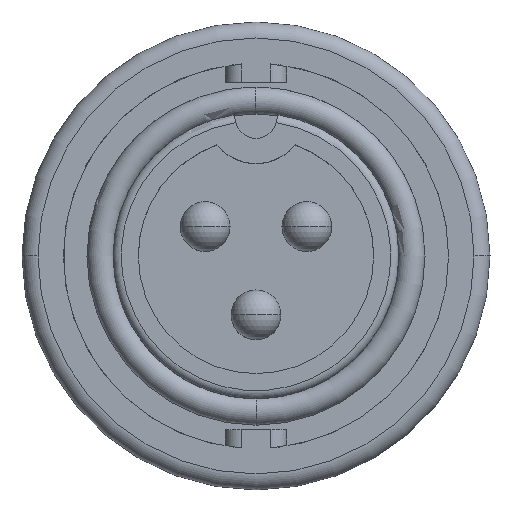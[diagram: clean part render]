
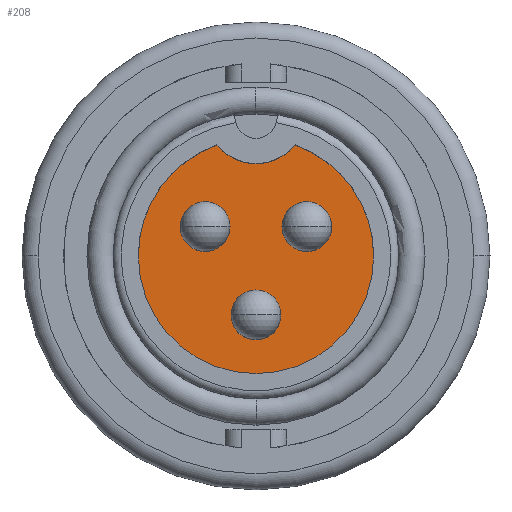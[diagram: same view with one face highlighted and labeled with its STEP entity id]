
A CAD part, top view. The second image highlights one B-rep face of the part: STEP entity #208.
In plain terms, the highlighted planar face has unit normal (0, 0, 1).
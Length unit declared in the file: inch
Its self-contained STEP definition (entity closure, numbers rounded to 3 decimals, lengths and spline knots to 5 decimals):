
#54 = CARTESIAN_POINT ( 'NONE',  ( -0.22, 0., -0.2 ) ) ;
#172 = VERTEX_POINT ( 'NONE', #3977 ) ;
#208 = ADVANCED_FACE ( 'NONE', ( #6437, #5635, #16317, #15491 ), #6684, .T. ) ;
#796 = CARTESIAN_POINT ( 'NONE',  ( 0., 0., -0.2 ) ) ;
#829 = ORIENTED_EDGE ( 'NONE', *, *, #8896, .T. ) ;
#914 = AXIS2_PLACEMENT_3D ( 'NONE', #796, #3675, #1309 ) ;
#945 = AXIS2_PLACEMENT_3D ( 'NONE', #8738, #10991, #3345 ) ;
#954 = ORIENTED_EDGE ( 'NONE', *, *, #15357, .T. ) ;
#1153 = VERTEX_POINT ( 'NONE', #10854 ) ;
#1285 = AXIS2_PLACEMENT_3D ( 'NONE', #14171, #6447, #15446 ) ;
#1309 = DIRECTION ( 'NONE',  ( 1., 0., 0. ) ) ;
#1351 = DIRECTION ( 'NONE',  ( 1., 0., 0. ) ) ;
#1364 = DIRECTION ( 'NONE',  ( 0., 0., 1. ) ) ;
#1379 = CARTESIAN_POINT ( 'NONE',  ( 0., 0.26676, -0.2 ) ) ;
#1669 = CARTESIAN_POINT ( 'NONE',  ( -0.073, 0.20754, -0.2 ) ) ;
#1738 = DIRECTION ( 'NONE',  ( 0., 0., -1. ) ) ;
#1831 = EDGE_CURVE ( 'NONE', #11565, #12487, #16357, .T. ) ;
#2415 = EDGE_CURVE ( 'NONE', #9167, #14599, #9681, .T. ) ;
#2432 = CARTESIAN_POINT ( 'NONE',  ( -0.0465, -0.11, -0.2 ) ) ;
#2523 = DIRECTION ( 'NONE',  ( 0., 0., -1. ) ) ;
#2700 = ORIENTED_EDGE ( 'NONE', *, *, #3632, .T. ) ;
#3076 = ORIENTED_EDGE ( 'NONE', *, *, #12249, .T. ) ;
#3309 = EDGE_LOOP ( 'NONE', ( #10393, #8239, #954, #9518 ) ) ;
#3329 = DIRECTION ( 'NONE',  ( 0., 0., 1. ) ) ;
#3345 = DIRECTION ( 'NONE',  ( -1., 0., 0. ) ) ;
#3449 = VERTEX_POINT ( 'NONE', #54 ) ;
#3632 = EDGE_CURVE ( 'NONE', #11908, #1153, #12268, .T. ) ;
#3675 = DIRECTION ( 'NONE',  ( 0., 0., 1. ) ) ;
#3977 = CARTESIAN_POINT ( 'NONE',  ( 0.22, 0., -0.2 ) ) ;
#4049 = CIRCLE ( 'NONE', #5062, 0.22 ) ;
#5062 = AXIS2_PLACEMENT_3D ( 'NONE', #5102, #14100, #6383 ) ;
#5092 = CARTESIAN_POINT ( 'NONE',  ( 0., 0., -0.2 ) ) ;
#5102 = CARTESIAN_POINT ( 'NONE',  ( 0., 0., -0.2 ) ) ;
#5236 = AXIS2_PLACEMENT_3D ( 'NONE', #5860, #14861, #7148 ) ;
#5278 = AXIS2_PLACEMENT_3D ( 'NONE', #9409, #1738, #10694 ) ;
#5635 = FACE_BOUND ( 'NONE', #7507, .T. ) ;
#5860 = CARTESIAN_POINT ( 'NONE',  ( -0.095, 0.055, -0.2 ) ) ;
#5960 = EDGE_CURVE ( 'NONE', #12487, #11565, #8414, .T. ) ;
#6288 = CIRCLE ( 'NONE', #5278, 0.0465 ) ;
#6373 = DIRECTION ( 'NONE',  ( 1., 0., 0. ) ) ;
#6383 = DIRECTION ( 'NONE',  ( 1., 0., 0. ) ) ;
#6419 = CARTESIAN_POINT ( 'NONE',  ( 0.073, 0.20754, -0.2 ) ) ;
#6437 = FACE_OUTER_BOUND ( 'NONE', #3309, .T. ) ;
#6447 = DIRECTION ( 'NONE',  ( 0., 0., -1. ) ) ;
#6684 = PLANE ( 'NONE',  #914 ) ;
#6726 = CIRCLE ( 'NONE', #1285, 0.0465 ) ;
#7139 = CARTESIAN_POINT ( 'NONE',  ( -0.1415, 0.055, -0.2 ) ) ;
#7148 = DIRECTION ( 'NONE',  ( -1., 0., 0. ) ) ;
#7360 = VERTEX_POINT ( 'NONE', #16077 ) ;
#7409 = DIRECTION ( 'NONE',  ( -1., 0., 0. ) ) ;
#7427 = DIRECTION ( 'NONE',  ( 0., 0., -1. ) ) ;
#7449 = CARTESIAN_POINT ( 'NONE',  ( -0.095, 0.055, -0.2 ) ) ;
#7507 = EDGE_LOOP ( 'NONE', ( #829, #3076 ) ) ;
#7522 = AXIS2_PLACEMENT_3D ( 'NONE', #10194, #2523, #11491 ) ;
#7523 = AXIS2_PLACEMENT_3D ( 'NONE', #11003, #3329, #12298 ) ;
#7658 = ORIENTED_EDGE ( 'NONE', *, *, #1831, .T. ) ;
#8239 = ORIENTED_EDGE ( 'NONE', *, *, #15700, .T. ) ;
#8335 = AXIS2_PLACEMENT_3D ( 'NONE', #7449, #7427, #7409 ) ;
#8414 = CIRCLE ( 'NONE', #5236, 0.0465 ) ;
#8667 = CARTESIAN_POINT ( 'NONE',  ( -0.0485, 0.055, -0.2 ) ) ;
#8738 = CARTESIAN_POINT ( 'NONE',  ( 0., -0.11, -0.2 ) ) ;
#8896 = EDGE_CURVE ( 'NONE', #7360, #9140, #9349, .T. ) ;
#9048 = CIRCLE ( 'NONE', #7523, 0.22 ) ;
#9140 = VERTEX_POINT ( 'NONE', #15602 ) ;
#9167 = VERTEX_POINT ( 'NONE', #1669 ) ;
#9349 = CIRCLE ( 'NONE', #7522, 0.0465 ) ;
#9409 = CARTESIAN_POINT ( 'NONE',  ( 0.095, 0.055, -0.2 ) ) ;
#9518 = ORIENTED_EDGE ( 'NONE', *, *, #2415, .F. ) ;
#9681 = CIRCLE ( 'NONE', #12863, 0.094 ) ;
#9722 = EDGE_CURVE ( 'NONE', #1153, #11908, #6726, .T. ) ;
#10194 = CARTESIAN_POINT ( 'NONE',  ( 0.095, 0.055, -0.2 ) ) ;
#10337 = EDGE_LOOP ( 'NONE', ( #15837, #7658 ) ) ;
#10393 = ORIENTED_EDGE ( 'NONE', *, *, #16099, .T. ) ;
#10694 = DIRECTION ( 'NONE',  ( -1., 0., 0. ) ) ;
#10854 = CARTESIAN_POINT ( 'NONE',  ( 0.0465, -0.11, -0.2 ) ) ;
#10991 = DIRECTION ( 'NONE',  ( 0., 0., -1. ) ) ;
#11003 = CARTESIAN_POINT ( 'NONE',  ( 0., 0., -0.2 ) ) ;
#11464 = CIRCLE ( 'NONE', #13361, 0.22 ) ;
#11491 = DIRECTION ( 'NONE',  ( -1., 0., 0. ) ) ;
#11565 = VERTEX_POINT ( 'NONE', #8667 ) ;
#11908 = VERTEX_POINT ( 'NONE', #2432 ) ;
#12249 = EDGE_CURVE ( 'NONE', #9140, #7360, #6288, .T. ) ;
#12268 = CIRCLE ( 'NONE', #945, 0.0465 ) ;
#12298 = DIRECTION ( 'NONE',  ( 1., 0., 0. ) ) ;
#12487 = VERTEX_POINT ( 'NONE', #7139 ) ;
#12745 = EDGE_LOOP ( 'NONE', ( #2700, #15362 ) ) ;
#12863 = AXIS2_PLACEMENT_3D ( 'NONE', #1379, #1364, #1351 ) ;
#13361 = AXIS2_PLACEMENT_3D ( 'NONE', #5092, #14089, #6373 ) ;
#14089 = DIRECTION ( 'NONE',  ( 0., 0., 1. ) ) ;
#14100 = DIRECTION ( 'NONE',  ( 0., 0., 1. ) ) ;
#14171 = CARTESIAN_POINT ( 'NONE',  ( 0., -0.11, -0.2 ) ) ;
#14599 = VERTEX_POINT ( 'NONE', #6419 ) ;
#14861 = DIRECTION ( 'NONE',  ( 0., 0., -1. ) ) ;
#15357 = EDGE_CURVE ( 'NONE', #172, #14599, #4049, .T. ) ;
#15362 = ORIENTED_EDGE ( 'NONE', *, *, #9722, .T. ) ;
#15446 = DIRECTION ( 'NONE',  ( -1., 0., 0. ) ) ;
#15491 = FACE_BOUND ( 'NONE', #10337, .T. ) ;
#15602 = CARTESIAN_POINT ( 'NONE',  ( 0.1415, 0.055, -0.2 ) ) ;
#15700 = EDGE_CURVE ( 'NONE', #3449, #172, #11464, .T. ) ;
#15837 = ORIENTED_EDGE ( 'NONE', *, *, #5960, .T. ) ;
#16077 = CARTESIAN_POINT ( 'NONE',  ( 0.0485, 0.055, -0.2 ) ) ;
#16099 = EDGE_CURVE ( 'NONE', #9167, #3449, #9048, .T. ) ;
#16317 = FACE_BOUND ( 'NONE', #12745, .T. ) ;
#16357 = CIRCLE ( 'NONE', #8335, 0.0465 ) ;
